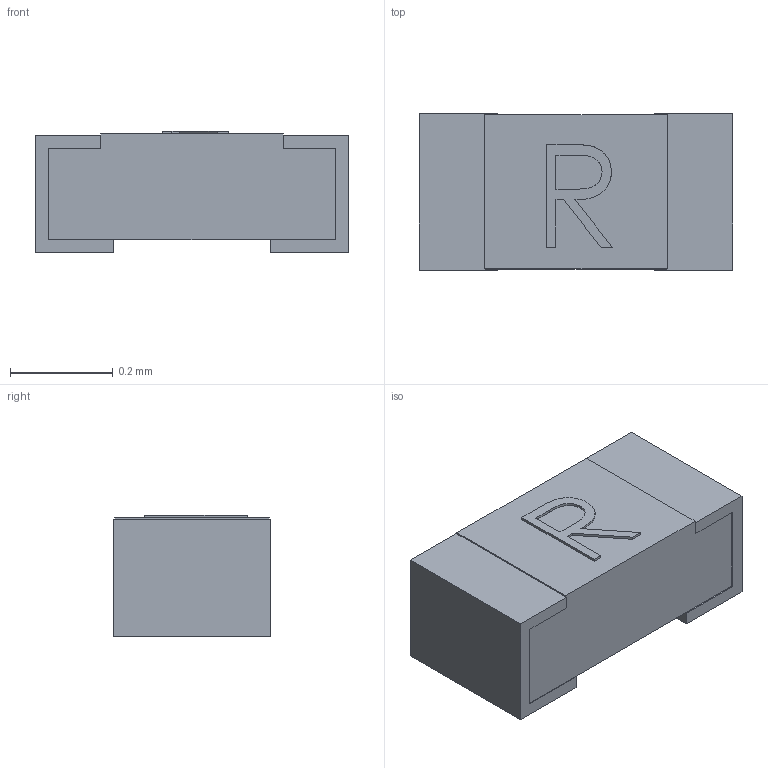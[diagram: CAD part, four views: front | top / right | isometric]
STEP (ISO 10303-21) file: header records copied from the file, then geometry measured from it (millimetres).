
FILE_DESCRIPTION(/* description */ (''),/* implementation_level */ '2;1');
FILE_NAME(/* name */ '0201_R.step',/* time_stamp */ '2010-06-16T21:30:33+08:00',/* author */ (''),/* organization */ (''),/* preprocessor_version */ 'ST-DEVELOPER v11',/* originating_system */ 'SIEMENS UGS NX 6.0',/* authorisation */ '');
FILE_SCHEMA (('AUTOMOTIVE_DESIGN { 1 0 10303 214 1 1 1 1 }'));
Length unit declared in the file: millimetre
Products named in the file (1): 0201_R
Bounding box: 0.61 x 0.3 x 0.24 mm (x, y, z)
Volume: 0 mm3; surface area: 0.8 mm2
Topology: 1 solids, 1 shells, 52 faces, 138 edges, 90 vertices
Faces by surface type: plane 47, extrusion 5
Entity records: 2192 total; most frequent: CARTESIAN_POINT 527, ORIENTED_EDGE 276, DIRECTION 229, EDGE_CURVE 138, VECTOR 133, LINE 128, VERTEX_POINT 90, EDGE_LOOP 54
